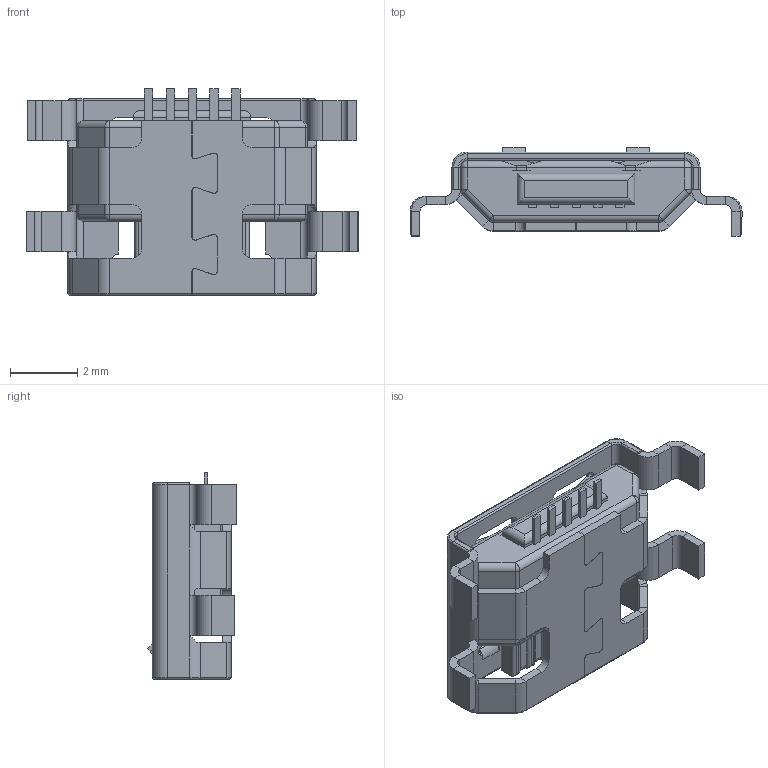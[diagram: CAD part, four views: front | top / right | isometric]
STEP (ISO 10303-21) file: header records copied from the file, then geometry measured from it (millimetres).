
FILE_DESCRIPTION (( 'STEP AP214' ), '1' );
FILE_NAME ('microUSB.STEP', '2021-04-10T10:51:57', ( 'XS' ), ( 'DK' ), 'SwSTEP 2.0', 'SolidWorks 2018', '' );
FILE_SCHEMA (( 'AUTOMOTIVE_DESIGN' ));
Length unit declared in the file: millimetre
Products named in the file (2): microUSB
Bounding box: 9.9 x 2.65 x 6.15 mm (x, y, z)
Volume: 59.9 mm3; surface area: 310.8 mm2
Topology: 12 solids, 12 shells, 533 faces, 1265 edges, 742 vertices
Faces by surface type: plane 305, cylinder 188, bspline 20, torus 20
Entity records: 16960 total; most frequent: CARTESIAN_POINT 3456, ORIENTED_EDGE 2506, DIRECTION 2493, EDGE_CURVE 1253, LINE 847, VECTOR 847, AXIS2_PLACEMENT_3D 823, VERTEX_POINT 742
